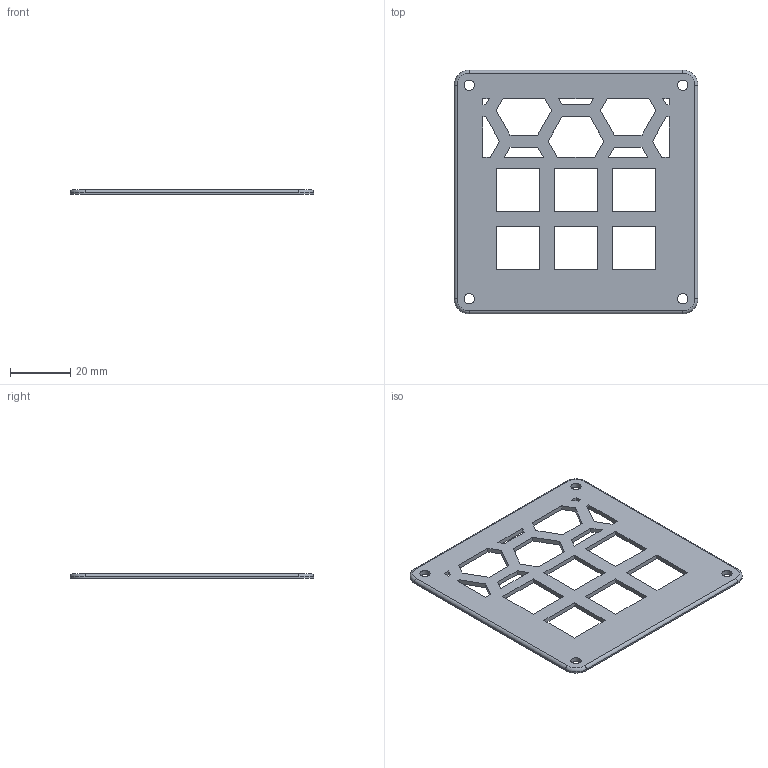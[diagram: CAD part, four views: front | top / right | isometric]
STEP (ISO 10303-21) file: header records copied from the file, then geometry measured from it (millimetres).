
FILE_DESCRIPTION(/* description */ ('STEP AP242 Edition 2','CAx-IF Rec.Pracs.---Representation and Presentation of Product Manufacturing Information (PMI)---4.0---2014-10-13','CAx-IF Rec.Pracs.---3D Tessellated Geometry---0.4---2014-09-14','2;1','CAx-IF Rec.Pracs.---User Defined Attributes---1.5---2016-08-15'),/* implementation_level */ '2;1');
FILE_NAME(/* name */ '69413e0fd836ca25574d48b7',/* time_stamp */ '2025-12-16T11:10:10Z',/* author */ (''),/* organization */ (''),/* preprocessor_version */ 'ST-DEVELOPER v20',/* originating_system */ 'ONSHAPE BY PTC INC, 1.208',/* authorisation */ ' ');
FILE_SCHEMA (('AP242_MANAGED_MODEL_BASED_3D_ENGINEERING_MIM_LF { 1 0 10303 442 3 1 4 }'));
Length unit declared in the file: metre
Products named in the file (1): top
Bounding box: 80.96 x 80.96 x 1.5 mm (x, y, z)
Volume: 6665.5 mm3; surface area: 10534.3 mm2
Topology: 1 solids, 1 shells, 1006 faces, 2782 edges, 1852 vertices
Faces by surface type: plane 447, cylinder 327, bspline 228, torus 4
Full cylindrical faces by diameter (mm): 3.4 x4
Entity records: 33034 total; most frequent: CARTESIAN_POINT 8145, ORIENTED_EDGE 5556, DIRECTION 4538, EDGE_CURVE 2778, VERTEX_POINT 1852, LINE 1664, VECTOR 1664, AXIS2_PLACEMENT_3D 1437
